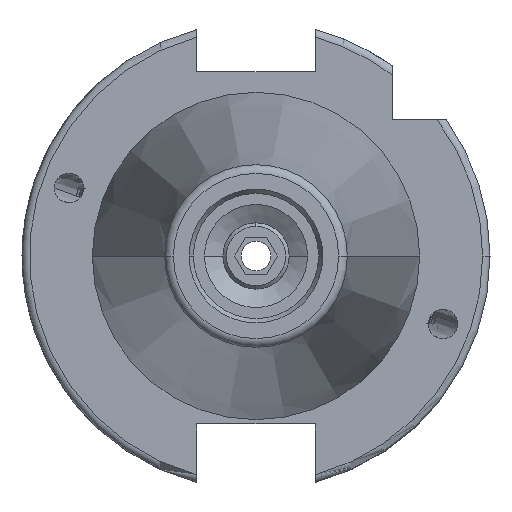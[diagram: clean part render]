
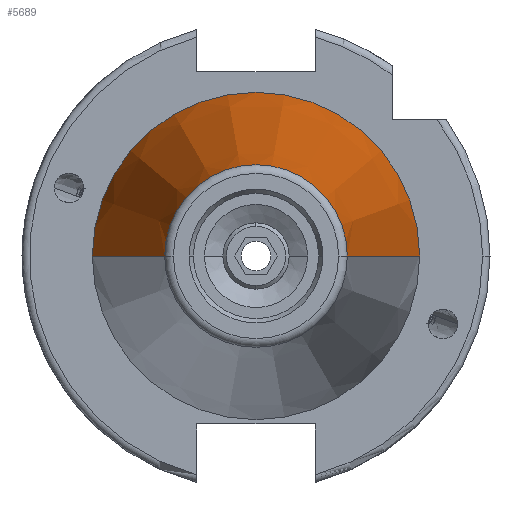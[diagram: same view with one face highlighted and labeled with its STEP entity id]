
A CAD part, left-side view. The second image highlights one B-rep face of the part: STEP entity #5689.
In plain terms, the highlighted conical face has half-angle 8.297 degrees and reference radius 22.225 mm.
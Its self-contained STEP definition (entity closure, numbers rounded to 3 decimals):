
#207 = CARTESIAN_POINT ( 'NONE',  ( -67.373, -12.4, 0. ) ) ;
#304 = CONICAL_SURFACE ( 'NONE', #3590, 22.225, 0.145 ) ;
#519 = DIRECTION ( 'NONE',  ( -1., 0., 0. ) ) ;
#704 = ORIENTED_EDGE ( 'NONE', *, *, #4736, .F. ) ;
#814 = EDGE_CURVE ( 'NONE', #5806, #3579, #3944, .T. ) ;
#862 = DIRECTION ( 'NONE',  ( 0., -1., 0. ) ) ;
#1003 = DIRECTION ( 'NONE',  ( 0., 1., 0. ) ) ;
#1318 = DIRECTION ( 'NONE',  ( -1., 0., 0. ) ) ;
#1582 = CARTESIAN_POINT ( 'NONE',  ( 0., -22.225, 0. ) ) ;
#1746 = ORIENTED_EDGE ( 'NONE', *, *, #5044, .T. ) ;
#1955 = CARTESIAN_POINT ( 'NONE',  ( 0., 0., 0. ) ) ;
#2128 = ORIENTED_EDGE ( 'NONE', *, *, #3550, .T. ) ;
#2274 = CARTESIAN_POINT ( 'NONE',  ( -67.373, 0., 0. ) ) ;
#2328 = DIRECTION ( 'NONE',  ( 0.99, 0.144, 0. ) ) ;
#2392 = VECTOR ( 'NONE', #2328, 1000. ) ;
#2404 = CARTESIAN_POINT ( 'NONE',  ( -67.373, 12.4, 0. ) ) ;
#2446 = DIRECTION ( 'NONE',  ( 1., 0., 0. ) ) ;
#3026 = DIRECTION ( 'NONE',  ( 0.99, -0.144, 0. ) ) ;
#3213 = VERTEX_POINT ( 'NONE', #5821 ) ;
#3286 = VECTOR ( 'NONE', #3026, 1000. ) ;
#3354 = CARTESIAN_POINT ( 'NONE',  ( 0., 0., 0. ) ) ;
#3421 = EDGE_LOOP ( 'NONE', ( #5145, #1746, #2128, #704 ) ) ;
#3550 = EDGE_CURVE ( 'NONE', #4778, #3213, #5957, .T. ) ;
#3579 = VERTEX_POINT ( 'NONE', #2404 ) ;
#3590 = AXIS2_PLACEMENT_3D ( 'NONE', #1955, #2446, #1003 ) ;
#3803 = DIRECTION ( 'NONE',  ( 0., -1., 0. ) ) ;
#3944 = CIRCLE ( 'NONE', #4725, 12.4 ) ;
#4207 = CARTESIAN_POINT ( 'NONE',  ( 0., 22.225, 0. ) ) ;
#4522 = LINE ( 'NONE', #1582, #3286 ) ;
#4725 = AXIS2_PLACEMENT_3D ( 'NONE', #2274, #1318, #862 ) ;
#4736 = EDGE_CURVE ( 'NONE', #3579, #3213, #5851, .T. ) ;
#4740 = CARTESIAN_POINT ( 'NONE',  ( 0., -22.225, 0. ) ) ;
#4778 = VERTEX_POINT ( 'NONE', #4740 ) ;
#5044 = EDGE_CURVE ( 'NONE', #5806, #4778, #4522, .T. ) ;
#5145 = ORIENTED_EDGE ( 'NONE', *, *, #814, .F. ) ;
#5616 = FACE_OUTER_BOUND ( 'NONE', #3421, .T. ) ;
#5689 = ADVANCED_FACE ( 'NONE', ( #5616 ), #304, .T. ) ;
#5806 = VERTEX_POINT ( 'NONE', #207 ) ;
#5821 = CARTESIAN_POINT ( 'NONE',  ( 0., 22.225, 0. ) ) ;
#5851 = LINE ( 'NONE', #4207, #2392 ) ;
#5957 = CIRCLE ( 'NONE', #6073, 22.225 ) ;
#6073 = AXIS2_PLACEMENT_3D ( 'NONE', #3354, #519, #3803 ) ;
